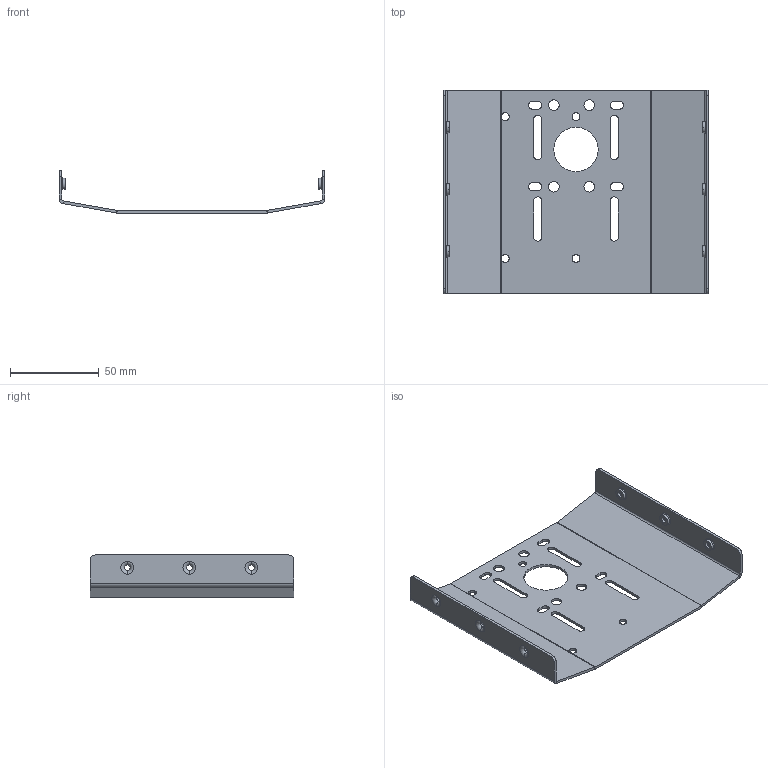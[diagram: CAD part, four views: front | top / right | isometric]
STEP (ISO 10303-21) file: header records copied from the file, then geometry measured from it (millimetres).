
FILE_DESCRIPTION((''),'2;1');
FILE_NAME('2267055','2015-02-03T',('SYSTEM'),(''),'PRO/ENGINEER BY PARAMETRIC TECHNOLOGY CORPORATION, 2014090','PRO/ENGINEER BY PARAMETRIC TECHNOLOGY CORPORATION, 2014090','');
FILE_SCHEMA(('CONFIG_CONTROL_DESIGN'));
Length unit declared in the file: millimetre
Products named in the file (1): 2267055
Bounding box: 149.8 x 115 x 23.71 mm (x, y, z)
Volume: 29870.9 mm3; surface area: 41586.1 mm2
Topology: 1 solids, 1 shells, 152 faces, 370 edges, 220 vertices
Faces by surface type: cylinder 70, plane 58, torus 24
Entity records: 4572 total; most frequent: DIRECTION 862, CARTESIAN_POINT 742, ORIENTED_EDGE 740, EDGE_CURVE 370, AXIS2_PLACEMENT_3D 340, VERTEX_POINT 220, EDGE_LOOP 198, CIRCLE 188
